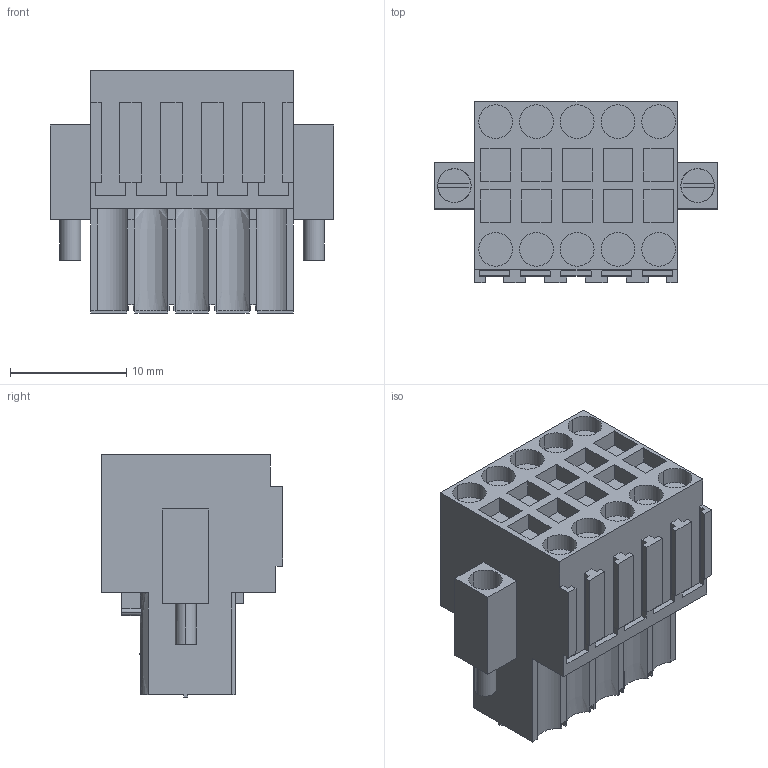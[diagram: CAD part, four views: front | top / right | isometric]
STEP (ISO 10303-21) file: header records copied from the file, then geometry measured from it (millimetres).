
FILE_DESCRIPTION(('CATIA V5 STEP Exchange','CAx-IF Rec.Pracs.--- Model Styling and Organization---1.2---2011-12-15'),'2;1');
FILE_NAME ('D1459964_0_1944690000_1944690000.stp','2017-04-20T09:42:28+00:00',('none'),('Weidmueller'),'CATIA Version 5-6 Release 2014','CATIA V5 STEP AP214','none');
FILE_SCHEMA(('AUTOMOTIVE_DESIGN { 1 0 10303 214 1 1 1 1 }'));
Length unit declared in the file: millimetre
Products named in the file (1): 1944690000
Bounding box: 24.3 x 15.6 x 20.8 mm (x, y, z)
Volume: 4126.2 mm3; surface area: 2891 mm2
Topology: 3 solids, 3 shells, 432 faces, 1178 edges, 796 vertices
Faces by surface type: plane 366, cylinder 58, extrusion 8
Entity records: 12954 total; most frequent: CARTESIAN_POINT 2576, ORIENTED_EDGE 2356, DIRECTION 1721, EDGE_CURVE 1178, VECTOR 1026, LINE 1018, VERTEX_POINT 796, EDGE_LOOP 480
